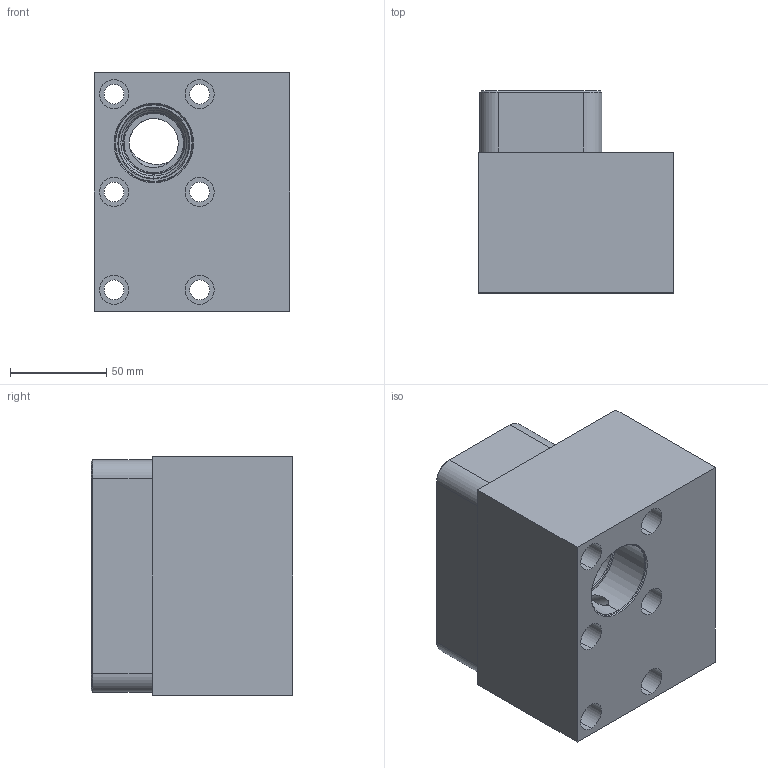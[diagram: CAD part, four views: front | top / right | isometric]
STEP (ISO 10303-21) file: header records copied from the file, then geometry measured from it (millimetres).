
FILE_DESCRIPTION((''),'2;1');
FILE_NAME('XTO_ASM','2022-12-13T',('ProEService'),(''),'PRO/ENGINEER BY PARAMETRIC TECHNOLOGY CORPORATION, 2014200','PRO/ENGINEER BY PARAMETRIC TECHNOLOGY CORPORATION, 2014200','');
FILE_SCHEMA(('CONFIG_CONTROL_DESIGN'));
Length unit declared in the file: inch
Products named in the file (2): 152-150-001; XTO_ASM
Assembly tree (1 placements, depth 2):
  XTO_ASM
    152-150-001
Bounding box: 101.6 x 104.78 x 123.83 mm (x, y, z)
Volume: 848803.7 mm3; surface area: 115744.4 mm2
Topology: 1 solids, 1 shells, 106 faces, 458 edges, 464 vertices
Faces by surface type: cylinder 52, cone 27, plane 23, torus 4
Entity records: 5306 total; most frequent: CARTESIAN_POINT 1597, DIRECTION 782, ORIENTED_EDGE 558, VECTOR 298, LINE 298, EDGE_CURVE 279, AXIS2_PLACEMENT_3D 242, VERTEX_POINT 182
